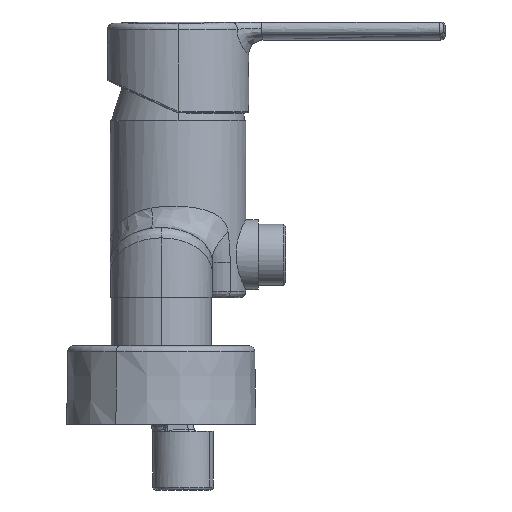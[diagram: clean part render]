
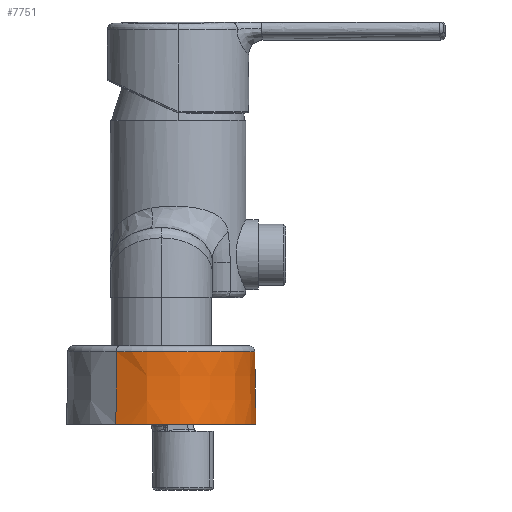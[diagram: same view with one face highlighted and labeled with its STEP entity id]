
A CAD part, left-side view. The second image highlights one B-rep face of the part: STEP entity #7751.
In plain terms, the highlighted conical face has half-angle 0.955 degrees and reference radius 32.083 mm.
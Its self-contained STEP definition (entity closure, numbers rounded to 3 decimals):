
#385 = CIRCLE ( 'NONE', #8014, 32.5 ) ;
#616 = EDGE_CURVE ( 'NONE', #12728, #4708, #16758, .T. ) ;
#1599 = DIRECTION ( 'NONE',  ( 0., 0., -1. ) ) ;
#1982 = CARTESIAN_POINT ( 'NONE',  ( -103.521, 15.581, -59.3 ) ) ;
#2107 = EDGE_LOOP ( 'NONE', ( #3660, #2438, #6448, #4450 ) ) ;
#2345 = VECTOR ( 'NONE', #4156, 1000. ) ;
#2390 = VERTEX_POINT ( 'NONE', #1982 ) ;
#2438 = ORIENTED_EDGE ( 'NONE', *, *, #3097, .T. ) ;
#2490 = DIRECTION ( 'NONE',  ( -0.015, 0.008, -1. ) ) ;
#2659 = VECTOR ( 'NONE', #2490, 1000. ) ;
#2825 = CARTESIAN_POINT ( 'NONE',  ( -46.479, -15.581, -59.3 ) ) ;
#3097 = EDGE_CURVE ( 'NONE', #4708, #2390, #8832, .T. ) ;
#3660 = ORIENTED_EDGE ( 'NONE', *, *, #616, .T. ) ;
#4156 = DIRECTION ( 'NONE',  ( 0.015, -0.008, -1. ) ) ;
#4450 = ORIENTED_EDGE ( 'NONE', *, *, #17477, .F. ) ;
#4708 = VERTEX_POINT ( 'NONE', #13515 ) ;
#5398 = CARTESIAN_POINT ( 'NONE',  ( -75., 0., -59.3 ) ) ;
#5435 = EDGE_CURVE ( 'NONE', #10827, #2390, #385, .T. ) ;
#5593 = DIRECTION ( 'NONE',  ( 0., 0., -1. ) ) ;
#6448 = ORIENTED_EDGE ( 'NONE', *, *, #5435, .F. ) ;
#7034 = DIRECTION ( 'NONE',  ( 1., 0., 0. ) ) ;
#7275 = DIRECTION ( 'NONE',  ( 0.878, -0.479, 0. ) ) ;
#7286 = CONICAL_SURFACE ( 'NONE', #12254, 32.083, 0.017 ) ;
#7434 = CARTESIAN_POINT ( 'NONE',  ( -103.155, 15.381, -34.267 ) ) ;
#7456 = CARTESIAN_POINT ( 'NONE',  ( -46.845, -15.381, -34.267 ) ) ;
#7751 = ADVANCED_FACE ( 'NONE', ( #12150 ), #7286, .T. ) ;
#8014 = AXIS2_PLACEMENT_3D ( 'NONE', #5398, #16798, #7034 ) ;
#8497 = DIRECTION ( 'NONE',  ( 1., 0., 0. ) ) ;
#8832 = LINE ( 'NONE', #7434, #2659 ) ;
#9382 = AXIS2_PLACEMENT_3D ( 'NONE', #14552, #1599, #8497 ) ;
#10576 = CARTESIAN_POINT ( 'NONE',  ( -46.845, -15.381, -34.267 ) ) ;
#10827 = VERTEX_POINT ( 'NONE', #2825 ) ;
#12150 = FACE_OUTER_BOUND ( 'NONE', #2107, .T. ) ;
#12254 = AXIS2_PLACEMENT_3D ( 'NONE', #17043, #5593, #7275 ) ;
#12728 = VERTEX_POINT ( 'NONE', #10576 ) ;
#13515 = CARTESIAN_POINT ( 'NONE',  ( -103.155, 15.381, -34.267 ) ) ;
#14552 = CARTESIAN_POINT ( 'NONE',  ( -75., 0., -34.267 ) ) ;
#16758 = CIRCLE ( 'NONE', #9382, 32.083 ) ;
#16798 = DIRECTION ( 'NONE',  ( 0., 0., -1. ) ) ;
#17043 = CARTESIAN_POINT ( 'NONE',  ( -75., 0., -34.267 ) ) ;
#17477 = EDGE_CURVE ( 'NONE', #12728, #10827, #20254, .T. ) ;
#20254 = LINE ( 'NONE', #7456, #2345 ) ;
